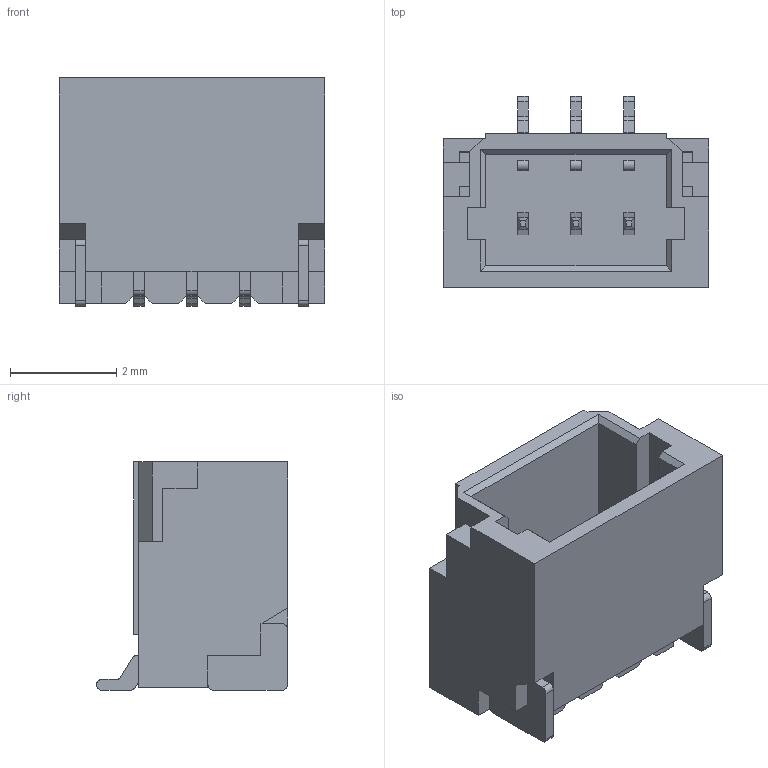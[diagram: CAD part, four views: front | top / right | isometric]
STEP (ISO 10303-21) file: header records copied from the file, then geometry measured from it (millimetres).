
FILE_DESCRIPTION(('STEP AP214'), '1');
FILE_NAME('BMxB-SRSS-TB', '', ('UNSPECIFIED'), ('UNSPECIFIED'), 'ASCON STEP Converter 1.6', 'ASCON Math Kernel', '');
FILE_SCHEMA(('AUTOMOTIVE_DESIGN { 1 0 10303 214 3 1 1}'));
Length unit declared in the file: millimetre
Bounding box: 5 x 3.6 x 4.3 mm (x, y, z)
Volume: 34 mm3; surface area: 177 mm2
Topology: 6 solids, 6 shells, 212 faces, 609 edges, 404 vertices
Faces by surface type: plane 185, cylinder 27
Entity records: 8629 total; most frequent: CARTESIAN_POINT 1226, ORIENTED_EDGE 1218, DIRECTION 1089, EDGE_CURVE 609, LINE 555, VECTOR 555, VERTEX_POINT 404, AXIS2_PLACEMENT_3D 267
